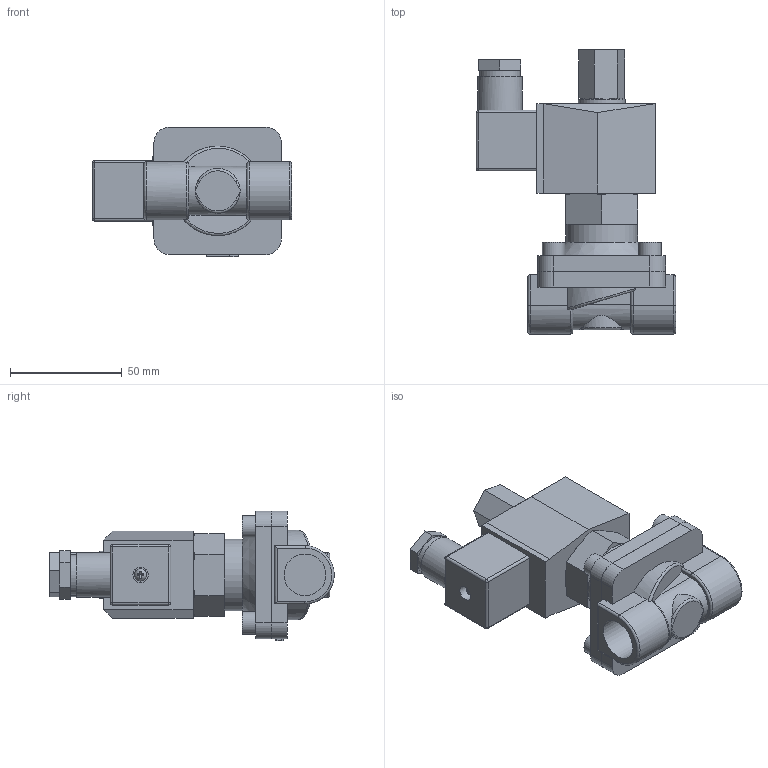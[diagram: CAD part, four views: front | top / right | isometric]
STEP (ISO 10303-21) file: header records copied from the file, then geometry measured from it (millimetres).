
FILE_DESCRIPTION(/* description */ ('СК-21-15'),/* implementation_level */ '2;1');
FILE_NAME(/* name */ 'СК-21-15.stp',/* time_stamp */ '2023-02-08T12:55:28+03:00',/* author */ ('Tech'),/* organization */ (''),/* preprocessor_version */ 'ST-DEVELOPER v18.1',/* originating_system */ 'Autodesk Inventor 2021',/* authorisation */ '');
FILE_SCHEMA (('AUTOMOTIVE_DESIGN { 1 0 10303 214 3 1 1 }'));
Length unit declared in the file: millimetre
Products named in the file (1): СК-21-15
Bounding box: 89 x 127 x 58 mm (x, y, z)
Volume: 186735.9 mm3; surface area: 48340.2 mm2
Topology: 7 solids, 7 shells, 341 faces, 857 edges, 560 vertices
Faces by surface type: plane 220, cylinder 87, cone 15, torus 8, bspline 6, sphere 5
Full cylindrical faces by diameter (mm): 2.584 x1, 3 x1, 4.5 x1, 5.115 x1, 5.5 x2, 6.8 x1, 8.5 x1, 10 x6, 10.5 x1, 12 x1, 12.3 x1, 16 x2, 16.5 x1, 16.7 x1, 18 x1, 18.631 x2, 20 x1, 21 x1, 32 x1
Entity records: 10906 total; most frequent: CARTESIAN_POINT 2598, ORIENTED_EDGE 1704, DIRECTION 1699, EDGE_CURVE 852, AXIS2_PLACEMENT_3D 580, VERTEX_POINT 560, LINE 539, VECTOR 539
